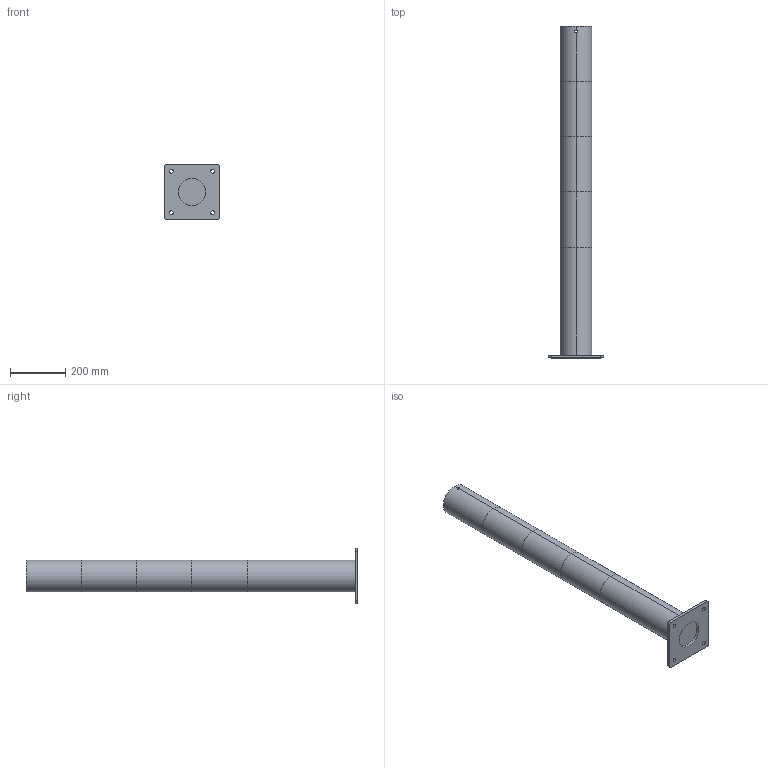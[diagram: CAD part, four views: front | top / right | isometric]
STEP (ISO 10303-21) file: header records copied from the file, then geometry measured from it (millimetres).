
FILE_DESCRIPTION (( 'STEP AP203' ), '1' );
FILE_NAME ('53007.STEP', '2025-05-09T15:22:07', ( '' ), ( '' ), 'SwSTEP 2.0', 'SolidWorks 2023', '' );
FILE_SCHEMA (( 'CONFIG_CONTROL_DESIGN' ));
Length unit declared in the file: millimetre
Products named in the file (1): 53007
Bounding box: 200 x 1200 x 200 mm (x, y, z)
Volume: 12453568.7 mm3; surface area: 606967.8 mm2
Topology: 6 solids, 6 shells, 42 faces, 96 edges, 64 vertices
Faces by surface type: cylinder 26, plane 16
Entity records: 1419 total; most frequent: CARTESIAN_POINT 339, DIRECTION 222, ORIENTED_EDGE 192, EDGE_CURVE 96, AXIS2_PLACEMENT_3D 91, VERTEX_POINT 64, EDGE_LOOP 52, CIRCLE 48
